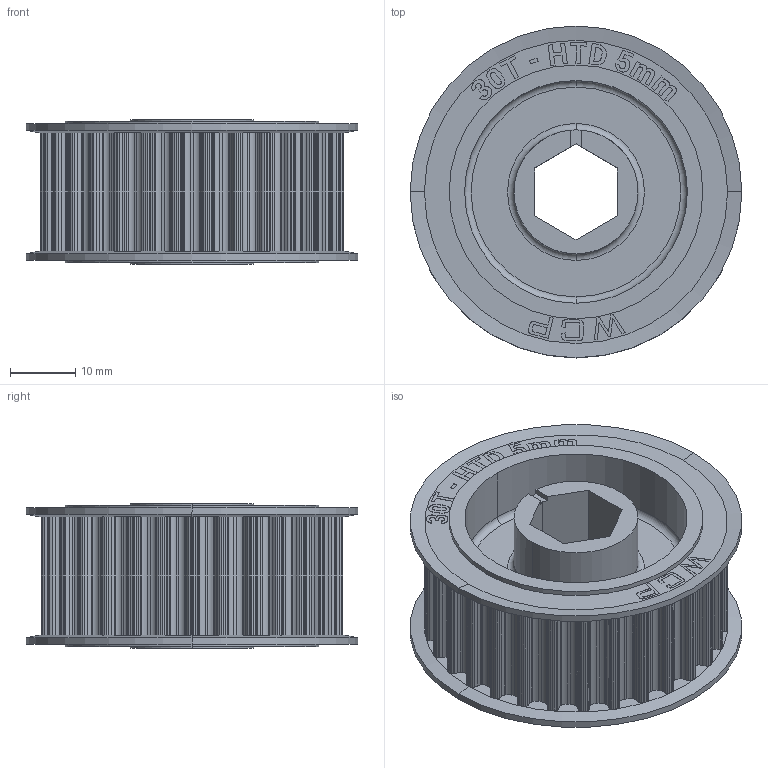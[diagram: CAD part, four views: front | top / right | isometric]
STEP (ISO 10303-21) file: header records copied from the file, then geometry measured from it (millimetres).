
FILE_DESCRIPTION (( 'STEP AP214' ), '1' );
FILE_NAME ('WCP-0993 Rev1.step', '2023-08-16T19:23:26', ( '' ), ( '' ), 'SwSTEP 2.0', 'SolidWorks 2022', '' );
FILE_SCHEMA (( 'AUTOMOTIVE_DESIGN' ));
Length unit declared in the file: inch
Products named in the file (1): WCP-0993 Rev1
Bounding box: 51 x 51 x 22.23 mm (x, y, z)
Volume: 19189.5 mm3; surface area: 15047 mm2
Topology: 3 solids, 3 shells, 838 faces, 2421 edges, 1610 vertices
Faces by surface type: cylinder 466, plane 300, bspline 56, cone 8, torus 8
Entity records: 38673 total; most frequent: CARTESIAN_POINT 8222, ORIENTED_EDGE 4842, DIRECTION 4837, EDGE_CURVE 2421, AXIS2_PLACEMENT_3D 1745, VERTEX_POINT 1610, VECTOR 1347, LINE 1347
